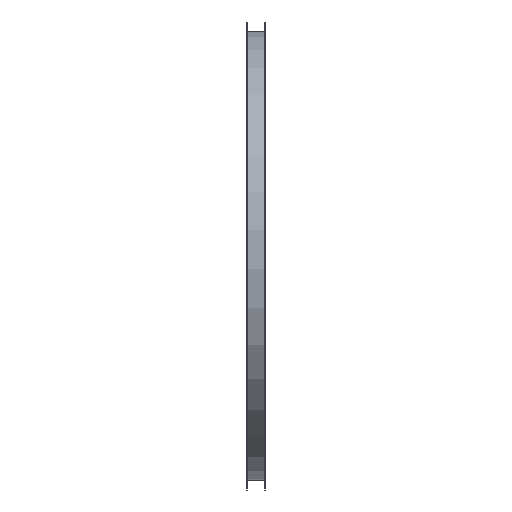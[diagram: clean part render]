
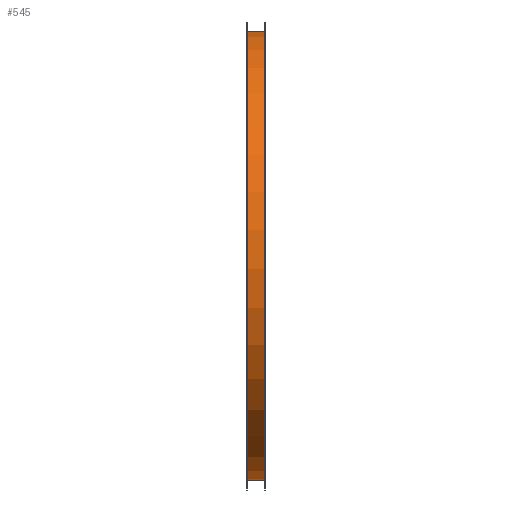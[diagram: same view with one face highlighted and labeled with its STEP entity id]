
A CAD part, left-side view. The second image highlights one B-rep face of the part: STEP entity #545.
In plain terms, the highlighted cylindrical face has radius 47.542 mm (diameter 95.085 mm), a partial arc.
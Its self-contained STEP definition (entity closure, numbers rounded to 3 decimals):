
#443=CARTESIAN_POINT('Vertex',(-83.988,1.8,-47.476)) ;
#446=CARTESIAN_POINT('Axis2P3D Location',(-86.5,1.8,0.)) ;
#450=CARTESIAN_POINT('Vertex',(-81.321,1.8,47.26)) ;
#515=CARTESIAN_POINT('Axis2P3D Location',(-86.5,0.,0.)) ;
#520=CARTESIAN_POINT('Line Origine',(-83.988,0.,-47.476)) ;
#524=CARTESIAN_POINT('Vertex',(-83.988,-1.8,-47.476)) ;
#527=CARTESIAN_POINT('Axis2P3D Location',(-86.5,-1.8,0.)) ;
#531=CARTESIAN_POINT('Vertex',(-81.321,-1.8,47.26)) ;
#534=CARTESIAN_POINT('Line Origine',(-81.321,0.,47.26)) ;
#447=DIRECTION('Axis2P3D Direction',(0.,1.,0.)) ;
#516=DIRECTION('Axis2P3D Direction',(0.,1.,0.)) ;
#517=DIRECTION('Axis2P3D XDirection',(0.053,0.,-0.999)) ;
#521=DIRECTION('Vector Direction',(0.,1.,0.)) ;
#528=DIRECTION('Axis2P3D Direction',(0.,1.,0.)) ;
#535=DIRECTION('Vector Direction',(0.,1.,0.)) ;
#448=AXIS2_PLACEMENT_3D('Circle Axis2P3D',#446,#447,$) ;
#518=AXIS2_PLACEMENT_3D('Cylinder Axis2P3D',#515,#516,#517) ;
#529=AXIS2_PLACEMENT_3D('Circle Axis2P3D',#527,#528,$) ;
#540=ORIENTED_EDGE('',*,*,#452,.F.) ;
#541=ORIENTED_EDGE('',*,*,#526,.T.) ;
#542=ORIENTED_EDGE('',*,*,#533,.T.) ;
#543=ORIENTED_EDGE('',*,*,#538,.F.) ;
#522=VECTOR('Line Direction',#521,1.) ;
#536=VECTOR('Line Direction',#535,1.) ;
#545=ADVANCED_FACE('PartBody',(#544),#519,.T.) ;
#449=CIRCLE('generated circle',#448,47.542) ;
#530=CIRCLE('generated circle',#529,47.542) ;
#519=CYLINDRICAL_SURFACE('generated cylinder',#518,47.542) ;
#452=EDGE_CURVE('',#444,#451,#449,.T.) ;
#526=EDGE_CURVE('',#444,#525,#523,.F.) ;
#533=EDGE_CURVE('',#525,#532,#530,.T.) ;
#538=EDGE_CURVE('',#451,#532,#537,.F.) ;
#539=EDGE_LOOP('',(#540,#541,#542,#543)) ;
#544=FACE_OUTER_BOUND('',#539,.T.) ;
#523=LINE('Line',#520,#522) ;
#537=LINE('Line',#534,#536) ;
#444=VERTEX_POINT('',#443) ;
#451=VERTEX_POINT('',#450) ;
#525=VERTEX_POINT('',#524) ;
#532=VERTEX_POINT('',#531) ;
